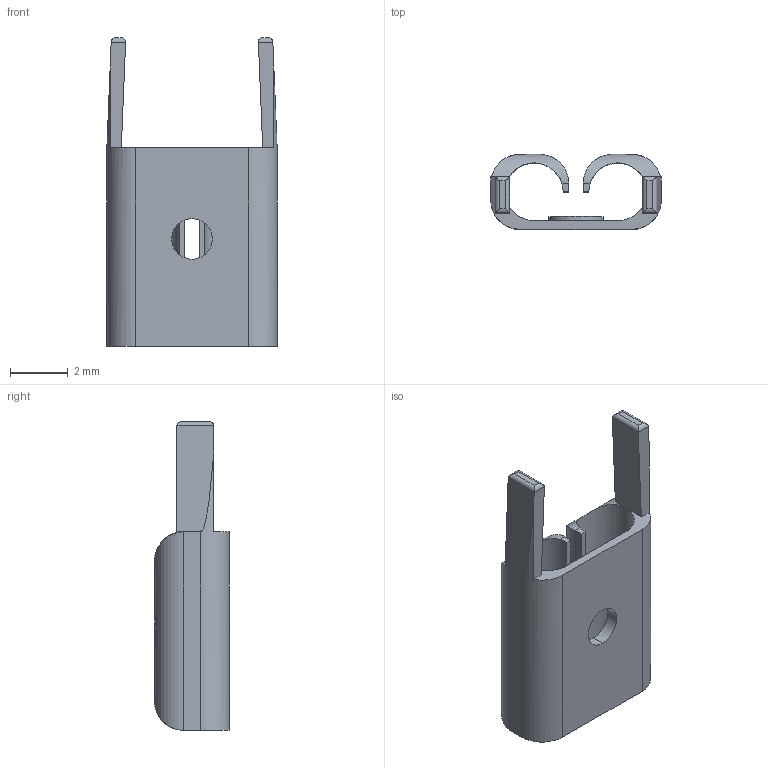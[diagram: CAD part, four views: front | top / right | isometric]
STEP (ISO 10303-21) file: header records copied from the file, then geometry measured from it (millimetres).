
FILE_DESCRIPTION (( 'STEP AP214' ), '1' );
FILE_NAME ('.187 x .030 Quick-Fit terminal.STEP', '2023-12-06T16:14:33', ( '' ), ( '' ), 'SwSTEP 2.0', 'SolidWorks 2020', '' );
FILE_SCHEMA (( 'AUTOMOTIVE_DESIGN' ));
Length unit declared in the file: millimetre
Products named in the file (1): .187 x .030 Quick-Fit terminal
Bounding box: 5.89 x 2.59 x 10.67 mm (x, y, z)
Volume: 41.1 mm3; surface area: 229.5 mm2
Topology: 1 solids, 1 shells, 67 faces, 177 edges, 111 vertices
Faces by surface type: plane 41, cylinder 26
Entity records: 2120 total; most frequent: CARTESIAN_POINT 498, ORIENTED_EDGE 354, DIRECTION 306, EDGE_CURVE 177, LINE 116, VECTOR 116, VERTEX_POINT 111, AXIS2_PLACEMENT_3D 95
